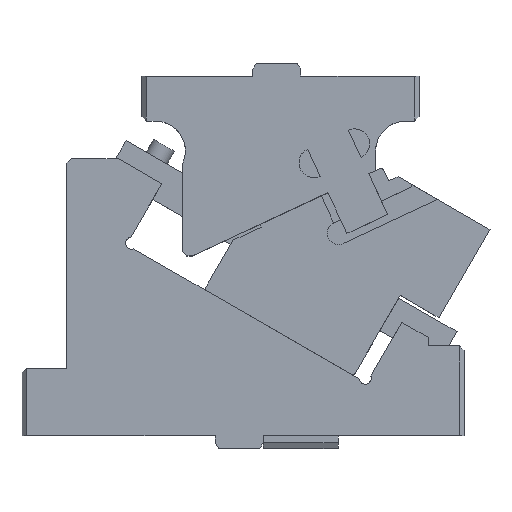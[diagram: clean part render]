
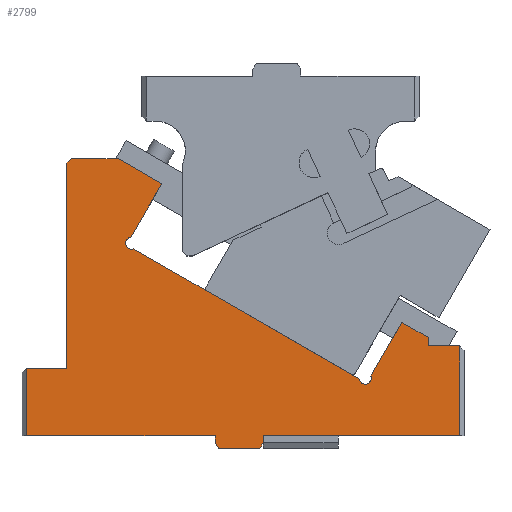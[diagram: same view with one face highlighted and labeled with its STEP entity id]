
A CAD part, top view. The second image highlights one B-rep face of the part: STEP entity #2799.
In plain terms, the highlighted planar face has unit normal (0, 0, 1).
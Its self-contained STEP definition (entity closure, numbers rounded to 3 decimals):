
#2261=CARTESIAN_POINT('Vertex',(292.,0.,25.)) ;
#2264=CARTESIAN_POINT('Line Origine',(226.5,0.,25.)) ;
#2268=CARTESIAN_POINT('Vertex',(161.,0.,25.)) ;
#2601=CARTESIAN_POINT('Vertex',(292.,60.,25.)) ;
#2604=CARTESIAN_POINT('Line Origine',(292.,30.,25.)) ;
#2616=CARTESIAN_POINT('Axis2P3D Location',(73.2,128.415,25.)) ;
#2621=CARTESIAN_POINT('Line Origine',(145.,-8.5,25.)) ;
#2625=CARTESIAN_POINT('Vertex',(158.691,-8.5,25.)) ;
#2627=CARTESIAN_POINT('Vertex',(131.309,-8.5,25.)) ;
#2630=CARTESIAN_POINT('Line Origine',(159.845,-6.5,25.)) ;
#2634=CARTESIAN_POINT('Vertex',(161.,-4.5,25.)) ;
#2637=CARTESIAN_POINT('Line Origine',(161.,-2.25,25.)) ;
#2642=CARTESIAN_POINT('Line Origine',(281.5,60.,25.)) ;
#2646=CARTESIAN_POINT('Vertex',(271.,60.,25.)) ;
#2649=CARTESIAN_POINT('Line Origine',(271.,62.8,25.)) ;
#2653=CARTESIAN_POINT('Vertex',(271.,65.6,25.)) ;
#2656=CARTESIAN_POINT('Line Origine',(262.25,70.651,25.)) ;
#2660=CARTESIAN_POINT('Vertex',(253.5,75.703,25.)) ;
#2663=CARTESIAN_POINT('Line Origine',(243.156,57.786,25.)) ;
#2667=CARTESIAN_POINT('Vertex',(232.811,39.869,25.)) ;
#2670=CARTESIAN_POINT('Axis2P3D Location',(229.085,38.415,25.)) ;
#2674=CARTESIAN_POINT('Vertex',(233.085,38.415,25.)) ;
#2677=CARTESIAN_POINT('Axis2P3D Location',(229.085,38.415,25.)) ;
#2681=CARTESIAN_POINT('Vertex',(225.131,37.811,25.)) ;
#2684=CARTESIAN_POINT('Line Origine',(149.893,81.25,25.)) ;
#2688=CARTESIAN_POINT('Vertex',(74.655,124.689,25.)) ;
#2691=CARTESIAN_POINT('Axis2P3D Location',(73.2,128.415,25.)) ;
#2695=CARTESIAN_POINT('Vertex',(69.2,128.415,25.)) ;
#2698=CARTESIAN_POINT('Axis2P3D Location',(73.2,128.415,25.)) ;
#2702=CARTESIAN_POINT('Vertex',(72.597,132.369,25.)) ;
#2705=CARTESIAN_POINT('Line Origine',(82.941,150.286,25.)) ;
#2709=CARTESIAN_POINT('Vertex',(93.285,168.203,25.)) ;
#2712=CARTESIAN_POINT('Line Origine',(78.739,176.602,25.)) ;
#2716=CARTESIAN_POINT('Vertex',(64.192,185.,25.)) ;
#2719=CARTESIAN_POINT('Line Origine',(48.596,185.,25.)) ;
#2723=CARTESIAN_POINT('Vertex',(33.,185.,25.)) ;
#2726=CARTESIAN_POINT('Line Origine',(31.5,183.5,25.)) ;
#2730=CARTESIAN_POINT('Vertex',(30.,182.,25.)) ;
#2733=CARTESIAN_POINT('Line Origine',(30.,113.5,25.)) ;
#2737=CARTESIAN_POINT('Vertex',(30.,45.,25.)) ;
#2740=CARTESIAN_POINT('Line Origine',(16.5,45.,25.)) ;
#2744=CARTESIAN_POINT('Vertex',(3.,45.,25.)) ;
#2747=CARTESIAN_POINT('Line Origine',(3.,22.5,25.)) ;
#2751=CARTESIAN_POINT('Vertex',(3.,0.,25.)) ;
#2754=CARTESIAN_POINT('Line Origine',(66.,0.,25.)) ;
#2758=CARTESIAN_POINT('Vertex',(129.,0.,25.)) ;
#2761=CARTESIAN_POINT('Line Origine',(129.,-2.25,25.)) ;
#2765=CARTESIAN_POINT('Vertex',(129.,-4.5,25.)) ;
#2768=CARTESIAN_POINT('Line Origine',(130.155,-6.5,25.)) ;
#2265=DIRECTION('Vector Direction',(1.,0.,0.)) ;
#2605=DIRECTION('Vector Direction',(0.,1.,0.)) ;
#2617=DIRECTION('Axis2P3D Direction',(0.,0.,1.)) ;
#2618=DIRECTION('Axis2P3D XDirection',(1.,0.,-0.)) ;
#2622=DIRECTION('Vector Direction',(1.,0.,0.)) ;
#2631=DIRECTION('Vector Direction',(0.5,0.866,0.)) ;
#2638=DIRECTION('Vector Direction',(0.,-1.,0.)) ;
#2643=DIRECTION('Vector Direction',(1.,0.,0.)) ;
#2650=DIRECTION('Vector Direction',(0.,-1.,0.)) ;
#2657=DIRECTION('Vector Direction',(0.866,-0.5,0.)) ;
#2664=DIRECTION('Vector Direction',(0.5,0.866,0.)) ;
#2671=DIRECTION('Axis2P3D Direction',(0.,0.,1.)) ;
#2678=DIRECTION('Axis2P3D Direction',(0.,0.,1.)) ;
#2685=DIRECTION('Vector Direction',(0.866,-0.5,0.)) ;
#2692=DIRECTION('Axis2P3D Direction',(0.,0.,1.)) ;
#2699=DIRECTION('Axis2P3D Direction',(0.,0.,1.)) ;
#2706=DIRECTION('Vector Direction',(-0.5,-0.866,0.)) ;
#2713=DIRECTION('Vector Direction',(-0.866,0.5,0.)) ;
#2720=DIRECTION('Vector Direction',(-1.,0.,0.)) ;
#2727=DIRECTION('Vector Direction',(-0.707,-0.707,0.)) ;
#2734=DIRECTION('Vector Direction',(0.,-1.,0.)) ;
#2741=DIRECTION('Vector Direction',(1.,0.,0.)) ;
#2748=DIRECTION('Vector Direction',(0.,-1.,0.)) ;
#2755=DIRECTION('Vector Direction',(1.,0.,0.)) ;
#2762=DIRECTION('Vector Direction',(0.,-1.,0.)) ;
#2769=DIRECTION('Vector Direction',(-0.5,0.866,0.)) ;
#2619=AXIS2_PLACEMENT_3D('Plane Axis2P3D',#2616,#2617,#2618) ;
#2672=AXIS2_PLACEMENT_3D('Circle Axis2P3D',#2670,#2671,$) ;
#2679=AXIS2_PLACEMENT_3D('Circle Axis2P3D',#2677,#2678,$) ;
#2693=AXIS2_PLACEMENT_3D('Circle Axis2P3D',#2691,#2692,$) ;
#2700=AXIS2_PLACEMENT_3D('Circle Axis2P3D',#2698,#2699,$) ;
#2774=ORIENTED_EDGE('',*,*,#2629,.F.) ;
#2775=ORIENTED_EDGE('',*,*,#2636,.F.) ;
#2776=ORIENTED_EDGE('',*,*,#2641,.F.) ;
#2777=ORIENTED_EDGE('',*,*,#2270,.T.) ;
#2778=ORIENTED_EDGE('',*,*,#2608,.T.) ;
#2779=ORIENTED_EDGE('',*,*,#2648,.F.) ;
#2780=ORIENTED_EDGE('',*,*,#2655,.F.) ;
#2781=ORIENTED_EDGE('',*,*,#2662,.F.) ;
#2782=ORIENTED_EDGE('',*,*,#2669,.F.) ;
#2783=ORIENTED_EDGE('',*,*,#2676,.F.) ;
#2784=ORIENTED_EDGE('',*,*,#2683,.F.) ;
#2785=ORIENTED_EDGE('',*,*,#2690,.F.) ;
#2786=ORIENTED_EDGE('',*,*,#2697,.F.) ;
#2787=ORIENTED_EDGE('',*,*,#2704,.F.) ;
#2788=ORIENTED_EDGE('',*,*,#2711,.F.) ;
#2789=ORIENTED_EDGE('',*,*,#2718,.T.) ;
#2790=ORIENTED_EDGE('',*,*,#2725,.T.) ;
#2791=ORIENTED_EDGE('',*,*,#2732,.T.) ;
#2792=ORIENTED_EDGE('',*,*,#2739,.T.) ;
#2793=ORIENTED_EDGE('',*,*,#2746,.F.) ;
#2794=ORIENTED_EDGE('',*,*,#2753,.T.) ;
#2795=ORIENTED_EDGE('',*,*,#2760,.T.) ;
#2796=ORIENTED_EDGE('',*,*,#2767,.T.) ;
#2797=ORIENTED_EDGE('',*,*,#2772,.F.) ;
#2266=VECTOR('Line Direction',#2265,1.) ;
#2606=VECTOR('Line Direction',#2605,1.) ;
#2623=VECTOR('Line Direction',#2622,1.) ;
#2632=VECTOR('Line Direction',#2631,1.) ;
#2639=VECTOR('Line Direction',#2638,1.) ;
#2644=VECTOR('Line Direction',#2643,1.) ;
#2651=VECTOR('Line Direction',#2650,1.) ;
#2658=VECTOR('Line Direction',#2657,1.) ;
#2665=VECTOR('Line Direction',#2664,1.) ;
#2686=VECTOR('Line Direction',#2685,1.) ;
#2707=VECTOR('Line Direction',#2706,1.) ;
#2714=VECTOR('Line Direction',#2713,1.) ;
#2721=VECTOR('Line Direction',#2720,1.) ;
#2728=VECTOR('Line Direction',#2727,1.) ;
#2735=VECTOR('Line Direction',#2734,1.) ;
#2742=VECTOR('Line Direction',#2741,1.) ;
#2749=VECTOR('Line Direction',#2748,1.) ;
#2756=VECTOR('Line Direction',#2755,1.) ;
#2763=VECTOR('Line Direction',#2762,1.) ;
#2770=VECTOR('Line Direction',#2769,1.) ;
#2799=ADVANCED_FACE('CAM HOLDER',(#2798),#2620,.T.) ;
#2673=CIRCLE('generated circle',#2672,4.) ;
#2680=CIRCLE('generated circle',#2679,4.) ;
#2694=CIRCLE('generated circle',#2693,4.) ;
#2701=CIRCLE('generated circle',#2700,4.) ;
#2270=EDGE_CURVE('',#2269,#2262,#2267,.T.) ;
#2608=EDGE_CURVE('',#2262,#2602,#2607,.T.) ;
#2629=EDGE_CURVE('',#2626,#2628,#2624,.F.) ;
#2636=EDGE_CURVE('',#2635,#2626,#2633,.F.) ;
#2641=EDGE_CURVE('',#2269,#2635,#2640,.T.) ;
#2648=EDGE_CURVE('',#2647,#2602,#2645,.T.) ;
#2655=EDGE_CURVE('',#2654,#2647,#2652,.T.) ;
#2662=EDGE_CURVE('',#2661,#2654,#2659,.T.) ;
#2669=EDGE_CURVE('',#2668,#2661,#2666,.T.) ;
#2676=EDGE_CURVE('',#2675,#2668,#2673,.T.) ;
#2683=EDGE_CURVE('',#2682,#2675,#2680,.T.) ;
#2690=EDGE_CURVE('',#2689,#2682,#2687,.T.) ;
#2697=EDGE_CURVE('',#2696,#2689,#2694,.T.) ;
#2704=EDGE_CURVE('',#2703,#2696,#2701,.T.) ;
#2711=EDGE_CURVE('',#2710,#2703,#2708,.T.) ;
#2718=EDGE_CURVE('',#2710,#2717,#2715,.T.) ;
#2725=EDGE_CURVE('',#2717,#2724,#2722,.T.) ;
#2732=EDGE_CURVE('',#2724,#2731,#2729,.T.) ;
#2739=EDGE_CURVE('',#2731,#2738,#2736,.T.) ;
#2746=EDGE_CURVE('',#2745,#2738,#2743,.T.) ;
#2753=EDGE_CURVE('',#2745,#2752,#2750,.T.) ;
#2760=EDGE_CURVE('',#2752,#2759,#2757,.T.) ;
#2767=EDGE_CURVE('',#2759,#2766,#2764,.T.) ;
#2772=EDGE_CURVE('',#2628,#2766,#2771,.T.) ;
#2773=EDGE_LOOP('',(#2774,#2775,#2776,#2777,#2778,#2779,#2780,#2781,#2782,#2783,#2784,#2785,#2786,#2787,#2788,#2789,#2790,#2791,#2792,#2793,#2794,#2795,#2796,#2797)) ;
#2798=FACE_OUTER_BOUND('',#2773,.T.) ;
#2267=LINE('Line',#2264,#2266) ;
#2607=LINE('Line',#2604,#2606) ;
#2624=LINE('Line',#2621,#2623) ;
#2633=LINE('Line',#2630,#2632) ;
#2640=LINE('Line',#2637,#2639) ;
#2645=LINE('Line',#2642,#2644) ;
#2652=LINE('Line',#2649,#2651) ;
#2659=LINE('Line',#2656,#2658) ;
#2666=LINE('Line',#2663,#2665) ;
#2687=LINE('Line',#2684,#2686) ;
#2708=LINE('Line',#2705,#2707) ;
#2715=LINE('Line',#2712,#2714) ;
#2722=LINE('Line',#2719,#2721) ;
#2729=LINE('Line',#2726,#2728) ;
#2736=LINE('Line',#2733,#2735) ;
#2743=LINE('Line',#2740,#2742) ;
#2750=LINE('Line',#2747,#2749) ;
#2757=LINE('Line',#2754,#2756) ;
#2764=LINE('Line',#2761,#2763) ;
#2771=LINE('Line',#2768,#2770) ;
#2620=PLANE('Plane',#2619) ;
#2262=VERTEX_POINT('',#2261) ;
#2269=VERTEX_POINT('',#2268) ;
#2602=VERTEX_POINT('',#2601) ;
#2626=VERTEX_POINT('',#2625) ;
#2628=VERTEX_POINT('',#2627) ;
#2635=VERTEX_POINT('',#2634) ;
#2647=VERTEX_POINT('',#2646) ;
#2654=VERTEX_POINT('',#2653) ;
#2661=VERTEX_POINT('',#2660) ;
#2668=VERTEX_POINT('',#2667) ;
#2675=VERTEX_POINT('',#2674) ;
#2682=VERTEX_POINT('',#2681) ;
#2689=VERTEX_POINT('',#2688) ;
#2696=VERTEX_POINT('',#2695) ;
#2703=VERTEX_POINT('',#2702) ;
#2710=VERTEX_POINT('',#2709) ;
#2717=VERTEX_POINT('',#2716) ;
#2724=VERTEX_POINT('',#2723) ;
#2731=VERTEX_POINT('',#2730) ;
#2738=VERTEX_POINT('',#2737) ;
#2745=VERTEX_POINT('',#2744) ;
#2752=VERTEX_POINT('',#2751) ;
#2759=VERTEX_POINT('',#2758) ;
#2766=VERTEX_POINT('',#2765) ;
